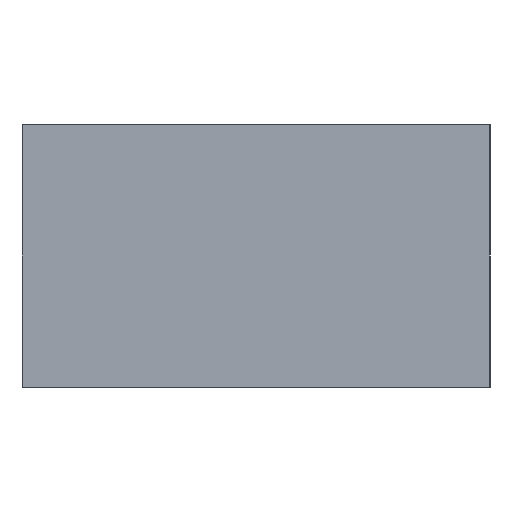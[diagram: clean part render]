
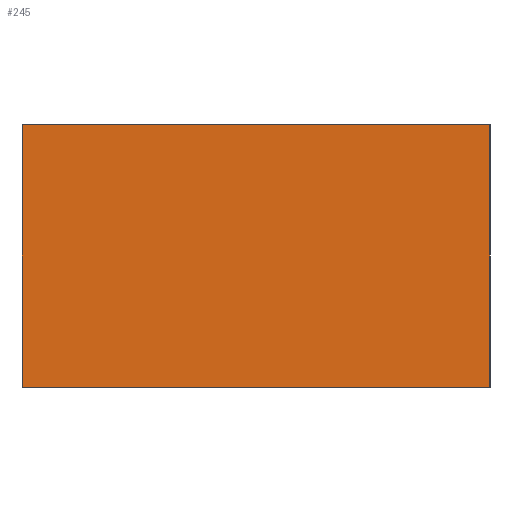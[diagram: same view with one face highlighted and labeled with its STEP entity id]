
A CAD part, left-side view. The second image highlights one B-rep face of the part: STEP entity #245.
In plain terms, the highlighted planar face has unit normal (-1, 0, 0).
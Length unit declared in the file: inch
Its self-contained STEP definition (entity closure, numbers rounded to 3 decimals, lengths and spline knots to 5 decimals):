
#175=CARTESIAN_POINT('',(0.,-0.09843,0.05512));
#176=DIRECTION('',(0.,1.,0.));
#177=VECTOR('',#176,1.);
#178=LINE('',#175,#177);
#179=EDGE_CURVE('',#181,#183,#178,.T.);
#180=CARTESIAN_POINT('',(0.,-0.09843,0.05512));
#181=VERTEX_POINT('',#180);
#182=CARTESIAN_POINT('',(0.,0.,0.05512));
#183=VERTEX_POINT('',#182);
#215=CARTESIAN_POINT('',(0.,-0.09843,0.));
#216=DIRECTION('',(0.,1.,0.));
#217=VECTOR('',#216,1.);
#218=LINE('',#215,#217);
#219=EDGE_CURVE('',#221,#223,#218,.T.);
#220=CARTESIAN_POINT('',(0.,-0.09843,0.));
#221=VERTEX_POINT('',#220);
#222=CARTESIAN_POINT('',(0.,0.,0.));
#223=VERTEX_POINT('',#222);
#224=ORIENTED_EDGE('',*,*,#219,.F.);
#225=CARTESIAN_POINT('',(0.,-0.09843,0.05512));
#226=DIRECTION('',(0.,0.,-1.));
#227=VECTOR('',#226,1.);
#228=LINE('',#225,#227);
#229=EDGE_CURVE('',#181,#221,#228,.T.);
#230=ORIENTED_EDGE('',*,*,#229,.F.);
#231=ORIENTED_EDGE('',*,*,#179,.T.);
#232=CARTESIAN_POINT('',(0.,0.,0.05512));
#233=DIRECTION('',(0.,0.,-1.));
#234=VECTOR('',#233,1.);
#235=LINE('',#232,#234);
#236=EDGE_CURVE('',#183,#223,#235,.T.);
#237=ORIENTED_EDGE('',*,*,#236,.T.);
#238=EDGE_LOOP('',(#224,#230,#231,#237));
#239=FACE_BOUND('',#238,.T.);
#240=CARTESIAN_POINT('',(0.,-0.09843,0.05512));
#241=DIRECTION('',(1.,0.,0.));
#242=DIRECTION('',(0.,0.,-1.));
#243=AXIS2_PLACEMENT_3D('',#240,#241,#242);
#244=PLANE('',#243);
#245=ADVANCED_FACE('',(#239),#244,.F.);
